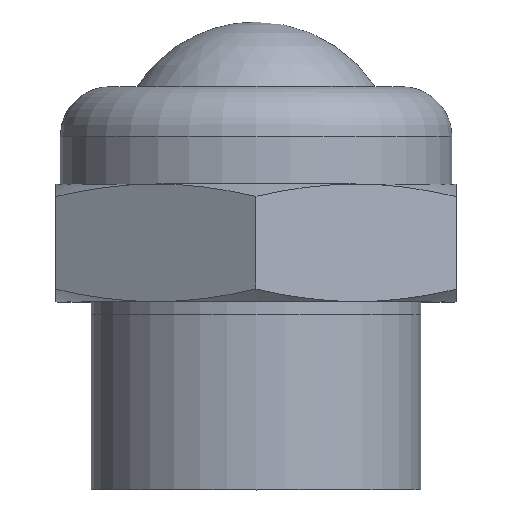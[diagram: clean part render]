
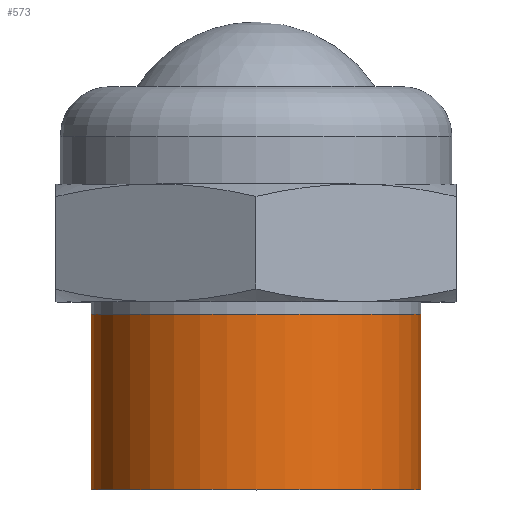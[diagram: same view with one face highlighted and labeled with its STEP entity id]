
A CAD part, top view. The second image highlights one B-rep face of the part: STEP entity #573.
In plain terms, the highlighted cylindrical face has radius 6.579 mm (diameter 13.157 mm), a full revolution.
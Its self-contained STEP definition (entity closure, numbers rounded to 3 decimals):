
#81=ORIENTED_EDGE('',*,*,#183,.T.);
#82=ORIENTED_EDGE('',*,*,#184,.T.);
#183=EDGE_CURVE('',#234,#234,#267,.T.);
#184=EDGE_CURVE('',#235,#235,#268,.T.);
#234=VERTEX_POINT('',#768);
#235=VERTEX_POINT('',#770);
#267=CIRCLE('',#608,6.579);
#268=CIRCLE('',#609,6.579);
#288=EDGE_LOOP('',(#81));
#289=EDGE_LOOP('',(#82));
#326=FACE_BOUND('',#288,.T.);
#327=FACE_BOUND('',#289,.T.);
#364=CYLINDRICAL_SURFACE('',#607,6.579);
#573=ADVANCED_FACE('',(#326,#327),#364,.T.);
#607=AXIS2_PLACEMENT_3D('',#766,#659,#660);
#608=AXIS2_PLACEMENT_3D('',#767,#661,#662);
#609=AXIS2_PLACEMENT_3D('',#769,#663,#664);
#659=DIRECTION('',(0.,1.,0.));
#660=DIRECTION('',(0.,0.,1.));
#661=DIRECTION('',(0.,1.,0.));
#662=DIRECTION('',(0.,0.,1.));
#663=DIRECTION('',(0.,-1.,0.));
#664=DIRECTION('',(0.,0.,1.));
#766=CARTESIAN_POINT('',(0.,-7.5,0.));
#767=CARTESIAN_POINT('',(0.,-7.5,0.));
#768=CARTESIAN_POINT('',(0.,-7.5,6.579));
#769=CARTESIAN_POINT('',(0.,-0.5,0.));
#770=CARTESIAN_POINT('',(0.,-0.5,6.579));
